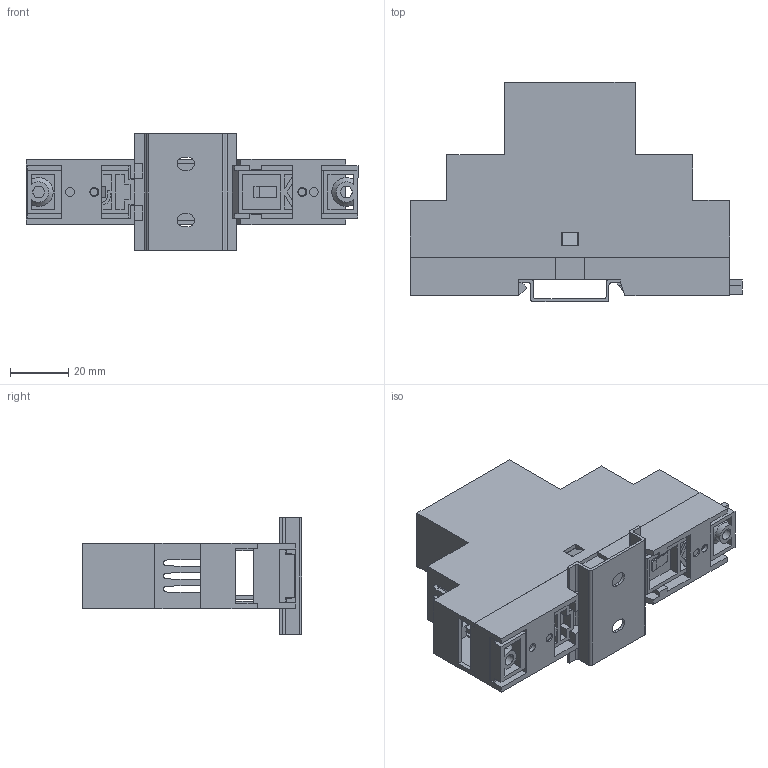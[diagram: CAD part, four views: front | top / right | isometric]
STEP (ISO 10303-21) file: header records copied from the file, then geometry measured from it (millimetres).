
FILE_DESCRIPTION (( 'STEP AP214' ), '1' );
FILE_NAME ('MD-22.5-01.STEP', '2022-01-24T10:46:25', ( '' ), ( '' ), 'SwSTEP 2.0', 'SolidWorks 2017', '' );
FILE_SCHEMA (( 'AUTOMOTIVE_DESIGN' ));
Length unit declared in the file: millimetre
Products named in the file (18): MD-22.5-01; Base PCB-MDP-22.5-01; TopCover - MDC-22.5; Screw-small; Vertical PCB; Rail-35; Clip-Small; Clip-Big; Base plate - MDB-22.5
Assembly tree (9 placements, depth 2):
  MD-22.5-01
    Base plate - MDB-22.5
    TopCover - MDC-22.5
    Clip-Big
    Clip-Small
    Base PCB-MDP-22.5-01
    Screw-small  x2
    Vertical PCB
    Rail-35
  Vertical PCB
  Rail-35
  Screw-small
  TopCover - MDC-22.5
Bounding box: 114.3 x 75.55 x 40 mm (x, y, z)
Volume: 41494.1 mm3; surface area: 60150.9 mm2
Topology: 9 solids, 9 shells, 563 faces, 1614 edges, 1050 vertices
Faces by surface type: plane 418, cylinder 119, cone 20, torus 6
Entity records: 18004 total; most frequent: CARTESIAN_POINT 3193, ORIENTED_EDGE 3078, DIRECTION 2847, EDGE_CURVE 1539, LINE 1269, VECTOR 1269, VERTEX_POINT 1003, AXIS2_PLACEMENT_3D 789
